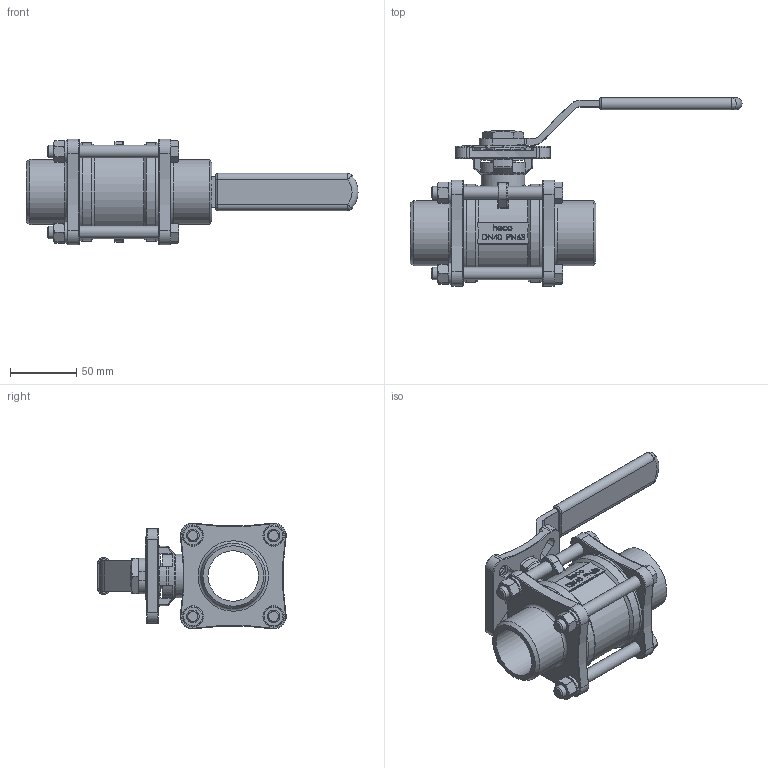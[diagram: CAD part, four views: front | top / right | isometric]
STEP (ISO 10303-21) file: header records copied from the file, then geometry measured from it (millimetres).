
FILE_DESCRIPTION (( 'STEP AP214' ), '1' );
FILE_NAME ('K3DA-112-0SS-4 Kugelhahn 3-teilig heco.STEP', '2014-12-01T14:13:00', ( 'test' ), ( '' ), 'SwSTEP 2.0', 'SolidWorks 2011', '' );
FILE_SCHEMA (( 'AUTOMOTIVE_DESIGN' ));
Length unit declared in the file: millimetre
Products named in the file (1): K3DA-112-0SS-4 Kugelhahn 3-teilig heco
Bounding box: 250 x 141.9 x 79.81 mm (x, y, z)
Volume: 429789.2 mm3; surface area: 104954.1 mm2
Topology: 1 solids, 1 shells, 1069 faces, 2695 edges, 1692 vertices
Faces by surface type: plane 432, bspline 217, cylinder 202, torus 118, cone 90, sphere 10
Full cylindrical faces by diameter (mm): 7 x1, 9.52 x8, 10 x10, 16 x4, 19 x1, 25 x1, 33 x1, 34 x2, 36 x1, 38 x1, 49 x2, 74 x4
Entity records: 55567 total; most frequent: CARTESIAN_POINT 20047, ORIENTED_EDGE 5190, DIRECTION 4308, EDGE_CURVE 2595, VERTEX_POINT 1665, AXIS2_PLACEMENT_3D 1534, VECTOR 1240, LINE 1240
